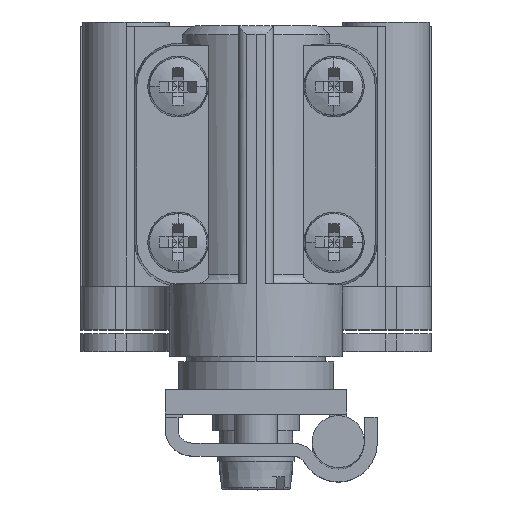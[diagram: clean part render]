
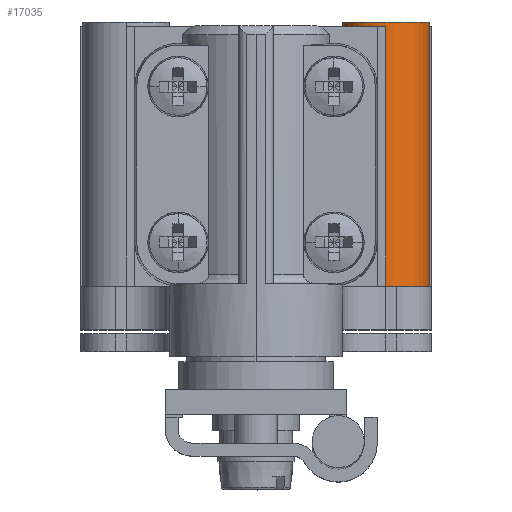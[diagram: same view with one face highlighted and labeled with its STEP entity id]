
A CAD part, top view. The second image highlights one B-rep face of the part: STEP entity #17035.
In plain terms, the highlighted cylindrical face has radius 5 mm (diameter 10 mm), a partial arc.
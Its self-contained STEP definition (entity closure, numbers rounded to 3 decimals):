
#3698=CARTESIAN_POINT('',(15.,17.,68.7));
#3699=DIRECTION('',(0.,-1.,0.));
#3700=DIRECTION('',(0.,0.,1.));
#3701=AXIS2_PLACEMENT_3D('',#3698,#3699,#3700);
#4927=CARTESIAN_POINT('',(15.,-13.,68.7));
#4928=DIRECTION('',(0.,-1.,0.));
#4929=DIRECTION('',(1.,0.,0.));
#4930=AXIS2_PLACEMENT_3D('',#4927,#4928,#4929);
#5321=DIRECTION('',(0.,-1.,0.));
#5322=VECTOR('',#5321,30.);
#5323=CARTESIAN_POINT('',(15.,17.,73.7));
#5324=LINE('',#5323,#5322);
#5325=DIRECTION('',(0.,-1.,0.));
#5326=VECTOR('',#5325,0.5);
#5327=CARTESIAN_POINT('',(10.,17.5,68.7));
#5328=LINE('',#5327,#5326);
#5329=DIRECTION('',(0.,1.,0.));
#5330=VECTOR('',#5329,30.5);
#5331=CARTESIAN_POINT('',(20.,-13.,68.7));
#5332=LINE('',#5331,#5330);
#5353=CARTESIAN_POINT('',(15.,17.5,68.7));
#5354=DIRECTION('',(0.,1.,0.));
#5355=DIRECTION('',(-1.,0.,0.));
#5356=AXIS2_PLACEMENT_3D('',#5353,#5354,#5355);
#8604=CARTESIAN_POINT('',(10.,17.5,68.7));
#8605=CARTESIAN_POINT('',(20.,17.5,68.7));
#8606=VERTEX_POINT('',#8604);
#8607=VERTEX_POINT('',#8605);
#8744=CARTESIAN_POINT('',(20.,-13.,68.7));
#8745=VERTEX_POINT('',#8744);
#8782=CARTESIAN_POINT('',(10.,17.,68.7));
#8783=VERTEX_POINT('',#8782);
#8784=CARTESIAN_POINT('',(15.,17.,73.7));
#8785=CARTESIAN_POINT('',(15.,-13.,73.7));
#8786=VERTEX_POINT('',#8784);
#8787=VERTEX_POINT('',#8785);
#17019=CARTESIAN_POINT('',(15.,-13.,68.7));
#17020=DIRECTION('',(0.,-1.,0.));
#17021=DIRECTION('',(1.,0.,0.));
#17022=AXIS2_PLACEMENT_3D('',#17019,#17020,#17021);
#17023=CYLINDRICAL_SURFACE('',#17022,5.);
#17025=ORIENTED_EDGE('',*,*,#17024,.F.);
#17026=ORIENTED_EDGE('',*,*,#14918,.T.);
#17028=ORIENTED_EDGE('',*,*,#17027,.F.);
#17030=ORIENTED_EDGE('',*,*,#17029,.T.);
#17031=ORIENTED_EDGE('',*,*,#17008,.F.);
#17032=ORIENTED_EDGE('',*,*,#16405,.T.);
#17033=EDGE_LOOP('',(#17025,#17026,#17028,#17030,#17031,#17032));
#17034=FACE_OUTER_BOUND('',#17033,.F.);
#17035=ADVANCED_FACE('',(#17034),#17023,.T.);
#3702=CIRCLE('',#3701,5.);
#4931=CIRCLE('',#4930,5.);
#5357=CIRCLE('',#5356,5.);
#14918=EDGE_CURVE('',#8786,#8783,#3702,.T.);
#16405=EDGE_CURVE('',#8745,#8787,#4931,.T.);
#17008=EDGE_CURVE('',#8745,#8607,#5332,.T.);
#17024=EDGE_CURVE('',#8786,#8787,#5324,.T.);
#17027=EDGE_CURVE('',#8606,#8783,#5328,.T.);
#17029=EDGE_CURVE('',#8606,#8607,#5357,.T.);
